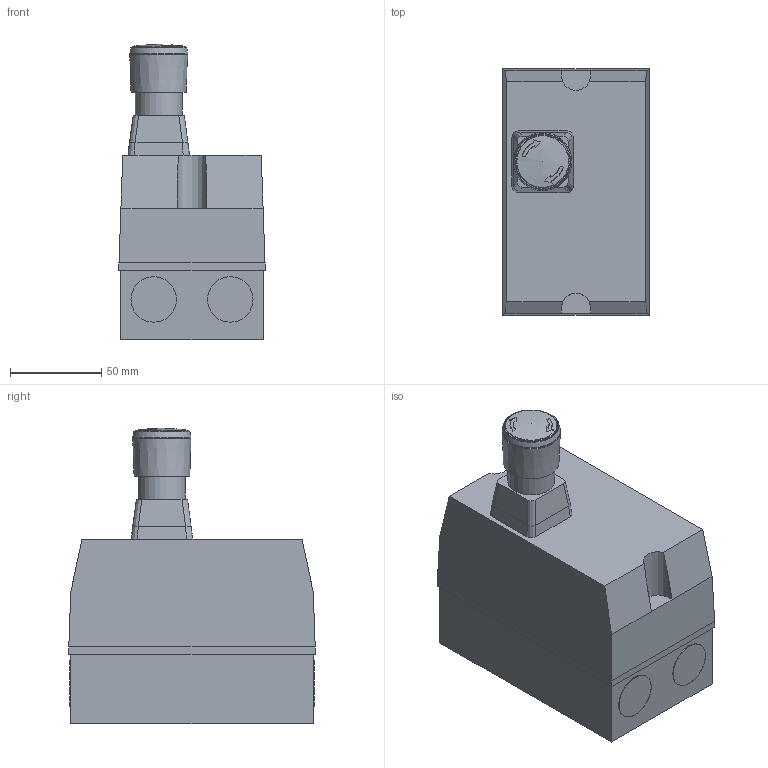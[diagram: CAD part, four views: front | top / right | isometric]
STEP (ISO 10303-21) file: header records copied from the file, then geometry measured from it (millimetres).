
FILE_DESCRIPTION(/* description */ (''),/* implementation_level */ '2;1');
FILE_NAME(/* name */ '3d_SM1Z1702P-SM1Z1702P.stp',/* time_stamp */ '2016-09-29T08:33:45+02:00',/* author */ ('Andrzej'),/* organization */ (''),/* preprocessor_version */ 'ST-DEVELOPER v15.5',/* originating_system */ 'AutoCAD Mechanical',/* authorisation */ '');
FILE_SCHEMA (('AUTOMOTIVE_DESIGN { 1 0 10303 214 3 1 1 }'));
Length unit declared in the file: millimetre
Products named in the file (1): Product
Bounding box: 80 x 135 x 161.8 mm (x, y, z)
Volume: 1079404.3 mm3; surface area: 71912.9 mm2
Topology: 2 solids, 2 shells, 82 faces, 256 edges, 258 vertices
Faces by surface type: plane 55, cylinder 13, bspline 9, torus 3, cone 2
Full cylindrical faces by diameter (mm): 25 x4, 25.692 x1, 28.949 x1, 31.963 x1
Entity records: 2802 total; most frequent: CARTESIAN_POINT 715, DIRECTION 445, ORIENTED_EDGE 338, EDGE_CURVE 169, LINE 159, VECTOR 159, AXIS2_PLACEMENT_3D 143, VERTEX_POINT 115
